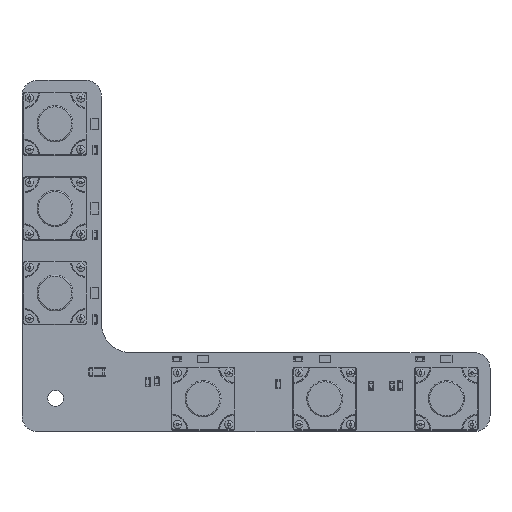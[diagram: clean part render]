
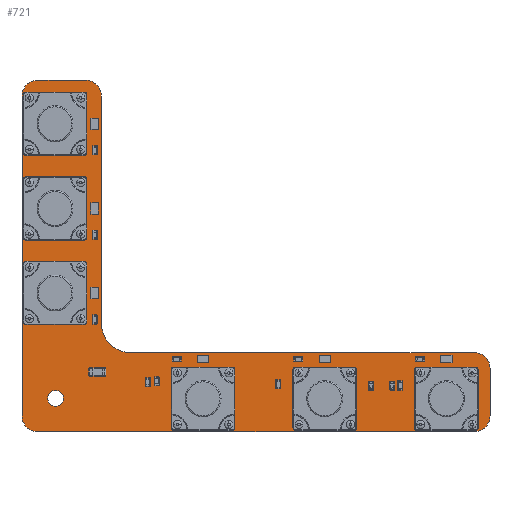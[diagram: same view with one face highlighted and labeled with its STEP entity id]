
A CAD part, top view. The second image highlights one B-rep face of the part: STEP entity #721.
In plain terms, the highlighted planar face has unit normal (0, 0, 1).
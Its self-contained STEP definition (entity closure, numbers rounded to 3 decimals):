
#288 = VERTEX_POINT('',#289);
#289 = CARTESIAN_POINT('',(0.006,3.006,1.555));
#295 = EDGE_CURVE('',#288,#296,#298,.T.);
#296 = VERTEX_POINT('',#297);
#297 = CARTESIAN_POINT('',(0.006,63.506,1.555));
#298 = LINE('',#299,#300);
#299 = CARTESIAN_POINT('',(0.006,3.006,1.555));
#300 = VECTOR('',#301,1.);
#301 = DIRECTION('',(0.,1.,0.));
#326 = EDGE_CURVE('',#296,#327,#329,.T.);
#327 = VERTEX_POINT('',#328);
#328 = CARTESIAN_POINT('',(3.006,66.506,1.555));
#329 = CIRCLE('',#330,2.999);
#330 = AXIS2_PLACEMENT_3D('',#331,#332,#333);
#331 = CARTESIAN_POINT('',(3.005,63.507,1.555));
#332 = DIRECTION('',(0.,0.,-1.));
#333 = DIRECTION('',(-1.,0.,-0.));
#359 = EDGE_CURVE('',#327,#360,#362,.T.);
#360 = VERTEX_POINT('',#361);
#361 = CARTESIAN_POINT('',(12.006,66.506,1.555));
#362 = LINE('',#363,#364);
#363 = CARTESIAN_POINT('',(3.006,66.506,1.555));
#364 = VECTOR('',#365,1.);
#365 = DIRECTION('',(1.,0.,0.));
#390 = EDGE_CURVE('',#360,#391,#393,.T.);
#391 = VERTEX_POINT('',#392);
#392 = CARTESIAN_POINT('',(15.006,63.506,1.555));
#393 = CIRCLE('',#394,2.998);
#394 = AXIS2_PLACEMENT_3D('',#395,#396,#397);
#395 = CARTESIAN_POINT('',(12.008,63.508,1.555));
#396 = DIRECTION('',(0.,0.,-1.));
#397 = DIRECTION('',(-0.001,1.,0.));
#423 = EDGE_CURVE('',#391,#424,#426,.T.);
#424 = VERTEX_POINT('',#425);
#425 = CARTESIAN_POINT('',(15.006,20.506,1.555));
#426 = LINE('',#427,#428);
#427 = CARTESIAN_POINT('',(15.006,63.506,1.555));
#428 = VECTOR('',#429,1.);
#429 = DIRECTION('',(0.,-1.,0.));
#454 = EDGE_CURVE('',#424,#455,#457,.T.);
#455 = VERTEX_POINT('',#456);
#456 = CARTESIAN_POINT('',(20.506,15.006,1.555));
#457 = CIRCLE('',#458,5.5);
#458 = AXIS2_PLACEMENT_3D('',#459,#460,#461);
#459 = CARTESIAN_POINT('',(20.506,20.506,1.555));
#460 = DIRECTION('',(0.,0.,1.));
#461 = DIRECTION('',(-1.,0.,0.));
#487 = EDGE_CURVE('',#455,#488,#490,.T.);
#488 = VERTEX_POINT('',#489);
#489 = CARTESIAN_POINT('',(85.506,15.006,1.555));
#490 = LINE('',#491,#492);
#491 = CARTESIAN_POINT('',(20.506,15.006,1.555));
#492 = VECTOR('',#493,1.);
#493 = DIRECTION('',(1.,0.,0.));
#518 = EDGE_CURVE('',#488,#519,#521,.T.);
#519 = VERTEX_POINT('',#520);
#520 = CARTESIAN_POINT('',(88.506,12.006,1.555));
#521 = CIRCLE('',#522,2.998);
#522 = AXIS2_PLACEMENT_3D('',#523,#524,#525);
#523 = CARTESIAN_POINT('',(85.508,12.008,1.555));
#524 = DIRECTION('',(0.,0.,-1.));
#525 = DIRECTION('',(-0.001,1.,0.));
#551 = EDGE_CURVE('',#519,#552,#554,.T.);
#552 = VERTEX_POINT('',#553);
#553 = CARTESIAN_POINT('',(88.506,3.006,1.555));
#554 = LINE('',#555,#556);
#555 = CARTESIAN_POINT('',(88.506,12.006,1.555));
#556 = VECTOR('',#557,1.);
#557 = DIRECTION('',(0.,-1.,0.));
#582 = EDGE_CURVE('',#552,#583,#585,.T.);
#583 = VERTEX_POINT('',#584);
#584 = CARTESIAN_POINT('',(85.506,0.006,1.555));
#585 = CIRCLE('',#586,2.999);
#586 = AXIS2_PLACEMENT_3D('',#587,#588,#589);
#587 = CARTESIAN_POINT('',(85.507,3.005,1.555));
#588 = DIRECTION('',(0.,0.,-1.));
#589 = DIRECTION('',(1.,0.,0.));
#615 = EDGE_CURVE('',#583,#616,#618,.T.);
#616 = VERTEX_POINT('',#617);
#617 = CARTESIAN_POINT('',(3.006,0.006,1.555));
#618 = LINE('',#619,#620);
#619 = CARTESIAN_POINT('',(85.506,0.006,1.555));
#620 = VECTOR('',#621,1.);
#621 = DIRECTION('',(-1.,0.,0.));
#646 = EDGE_CURVE('',#616,#288,#647,.T.);
#647 = CIRCLE('',#648,3.001);
#648 = AXIS2_PLACEMENT_3D('',#649,#650,#651);
#649 = CARTESIAN_POINT('',(3.007,3.007,1.555));
#650 = DIRECTION('',(0.,0.,-1.));
#651 = DIRECTION('',(0.,-1.,-0.));
#672 = VERTEX_POINT('',#673);
#673 = CARTESIAN_POINT('',(7.864,6.364,1.555));
#679 = EDGE_CURVE('',#672,#672,#680,.T.);
#680 = CIRCLE('',#681,1.5);
#681 = AXIS2_PLACEMENT_3D('',#682,#683,#684);
#682 = CARTESIAN_POINT('',(6.364,6.364,1.555));
#683 = DIRECTION('',(0.,0.,1.));
#684 = DIRECTION('',(1.,0.,-0.));
#721 = ADVANCED_FACE('',(#722,#736),#739,.F.);
#722 = FACE_BOUND('',#723,.F.);
#723 = EDGE_LOOP('',(#724,#725,#726,#727,#728,#729,#730,#731,#732,#733,
    #734,#735));
#724 = ORIENTED_EDGE('',*,*,#295,.T.);
#725 = ORIENTED_EDGE('',*,*,#326,.T.);
#726 = ORIENTED_EDGE('',*,*,#359,.T.);
#727 = ORIENTED_EDGE('',*,*,#390,.T.);
#728 = ORIENTED_EDGE('',*,*,#423,.T.);
#729 = ORIENTED_EDGE('',*,*,#454,.T.);
#730 = ORIENTED_EDGE('',*,*,#487,.T.);
#731 = ORIENTED_EDGE('',*,*,#518,.T.);
#732 = ORIENTED_EDGE('',*,*,#551,.T.);
#733 = ORIENTED_EDGE('',*,*,#582,.T.);
#734 = ORIENTED_EDGE('',*,*,#615,.T.);
#735 = ORIENTED_EDGE('',*,*,#646,.T.);
#736 = FACE_BOUND('',#737,.F.);
#737 = EDGE_LOOP('',(#738));
#738 = ORIENTED_EDGE('',*,*,#679,.T.);
#739 = PLANE('',#740);
#740 = AXIS2_PLACEMENT_3D('',#741,#742,#743);
#741 = CARTESIAN_POINT('',(32.049,20.91,1.555));
#742 = DIRECTION('',(-0.,-0.,-1.));
#743 = DIRECTION('',(-1.,0.,0.));
